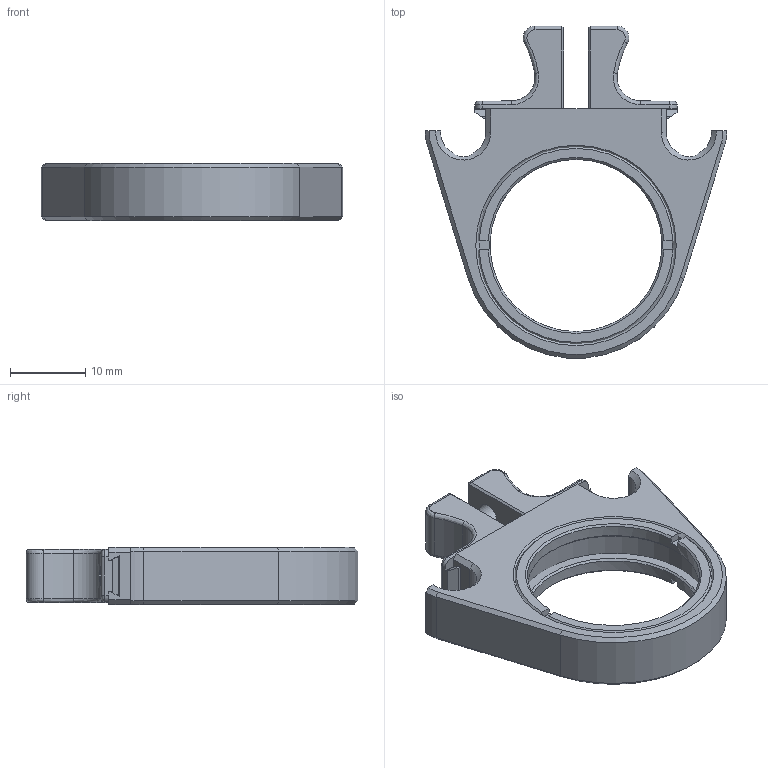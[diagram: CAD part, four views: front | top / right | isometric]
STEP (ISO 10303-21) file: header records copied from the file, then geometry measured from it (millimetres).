
FILE_DESCRIPTION (( 'STEP AP203' ), '1' );
FILE_NAME ('530138.STEP', '2025-05-07T03:42:10', ( 'Windows User' ), ( 'P R C' ), 'SwSTEP 2.0', 'SolidWorks 2020', '' );
FILE_SCHEMA (( 'CONFIG_CONTROL_DESIGN' ));
Length unit declared in the file: millimetre
Products named in the file (1): 530138
Bounding box: 40.09 x 44.14 x 7.62 mm (x, y, z)
Surface area: 4183.5 mm2 (no closed solid volume)
Topology: 0 solids, 7 shells, 180 faces, 485 edges, 313 vertices
Faces by surface type: plane 94, cylinder 38, cone 32, bspline 16
Full cylindrical faces by diameter (mm): 2.5 x2, 3.175 x4, 22.9 x2, 25.654 x1
Entity records: 6440 total; most frequent: CARTESIAN_POINT 2098, ORIENTED_EDGE 870, DIRECTION 848, EDGE_CURVE 458, VERTEX_POINT 303, AXIS2_PLACEMENT_3D 290, VECTOR 268, LINE 268
